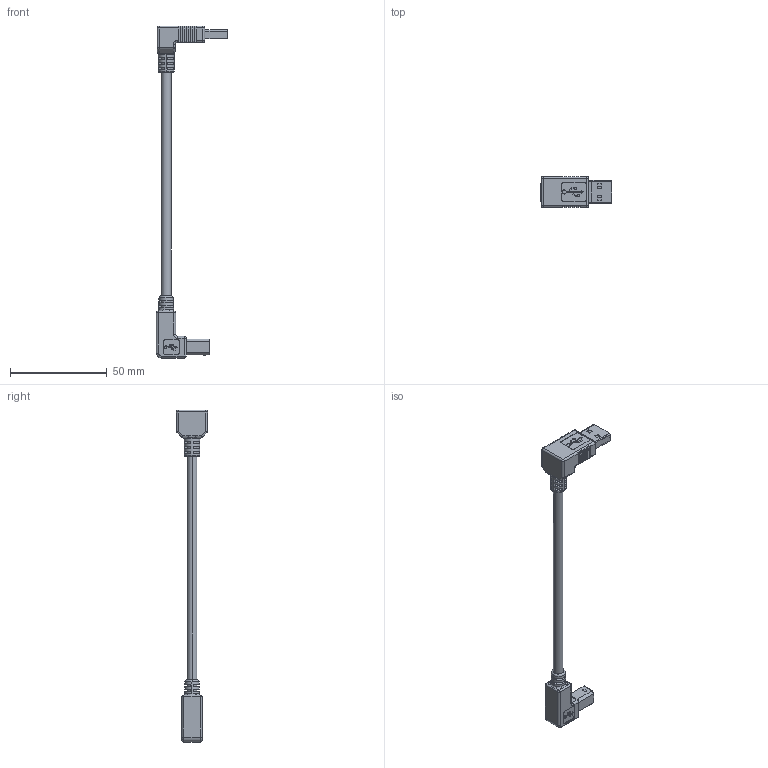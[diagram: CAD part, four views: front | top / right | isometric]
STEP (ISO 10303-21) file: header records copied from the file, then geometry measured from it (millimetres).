
FILE_DESCRIPTION (( 'STEP AP214' ), '1' );
FILE_NAME ('CA90DA-90RB.STEP', '2012-10-31T15:27:43', ( 'x' ), ( '' ), 'SwSTEP 2.0', 'SolidWorks 2012', '' );
FILE_SCHEMA (( 'AUTOMOTIVE_DESIGN' ));
Length unit declared in the file: inch
Products named in the file (9): MTN-368_with Global Connectivity logo; MTN-368-MA1; MTN-541_WITH LOGO- DOWN; 1AA05-012; MTN-542; MTN-541_WITH LOGO-DOWN; 1AL08-098_SP49155 (8" OAL REP); CA90DA-90RB
Assembly tree (8 placements, depth 3):
  CA90DA-90RB
    1AL08-098_SP49155 (8" OAL REP)
    MTN-541_WITH LOGO- DOWN
      MTN-541_WITH LOGO-DOWN
      MTN-542
      1AA05-012
    MTN-368_with Global Connectivity logo
      MTN-368_with Global Connectivity logo
      MTN-368-MA1
Bounding box: 36.66 x 16 x 171.32 mm (x, y, z)
Volume: 12966.7 mm3; surface area: 9013.4 mm2
Topology: 10 solids, 10 shells, 810 faces, 2143 edges, 1369 vertices
Faces by surface type: plane 536, cylinder 133, bspline 80, torus 31, sphere 28, cone 2
Entity records: 29628 total; most frequent: CARTESIAN_POINT 6803, ORIENTED_EDGE 4246, DIRECTION 3823, EDGE_CURVE 2123, VECTOR 1525, LINE 1525, VERTEX_POINT 1369, AXIS2_PLACEMENT_3D 1149
